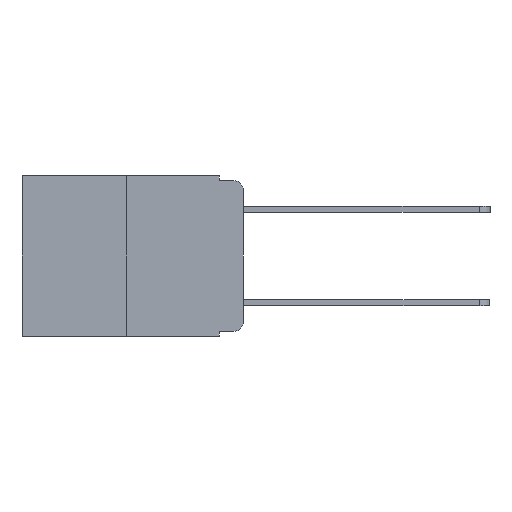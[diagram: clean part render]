
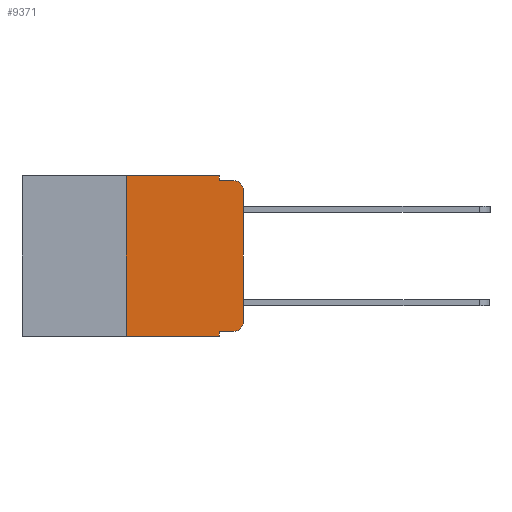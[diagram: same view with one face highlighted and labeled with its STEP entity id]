
A CAD part, left-side view. The second image highlights one B-rep face of the part: STEP entity #9371.
In plain terms, the highlighted planar face has unit normal (-1, 0, 0).
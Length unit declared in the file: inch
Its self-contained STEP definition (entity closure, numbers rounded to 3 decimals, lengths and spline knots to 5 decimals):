
#96 = VECTOR ( 'NONE', #2466, 39.37008 ) ;
#499 = CARTESIAN_POINT ( 'NONE',  ( 0., 0., -0.03 ) ) ;
#506 = CARTESIAN_POINT ( 'NONE',  ( 0., 0.051, -0.333 ) ) ;
#553 = VERTEX_POINT ( 'NONE', #4428 ) ;
#572 = DIRECTION ( 'NONE',  ( 1., 0., 0. ) ) ;
#578 = ORIENTED_EDGE ( 'NONE', *, *, #3960, .F. ) ;
#829 = ORIENTED_EDGE ( 'NONE', *, *, #5479, .F. ) ;
#918 = CARTESIAN_POINT ( 'NONE',  ( 0., 0.02, -0.01 ) ) ;
#969 = VERTEX_POINT ( 'NONE', #2791 ) ;
#1270 = EDGE_CURVE ( 'NONE', #1762, #7887, #1598, .T. ) ;
#1271 = DIRECTION ( 'NONE',  ( 0., 0., 1. ) ) ;
#1304 = DIRECTION ( 'NONE',  ( -1., 0., 0. ) ) ;
#1507 = VERTEX_POINT ( 'NONE', #8859 ) ;
#1598 = LINE ( 'NONE', #4111, #9364 ) ;
#1684 = VERTEX_POINT ( 'NONE', #918 ) ;
#1750 = VERTEX_POINT ( 'NONE', #5988 ) ;
#1762 = VERTEX_POINT ( 'NONE', #5344 ) ;
#1829 = EDGE_CURVE ( 'NONE', #1750, #553, #7134, .T. ) ;
#1903 = CARTESIAN_POINT ( 'NONE',  ( 0., 0.25, 0. ) ) ;
#2255 = VERTEX_POINT ( 'NONE', #4769 ) ;
#2466 = DIRECTION ( 'NONE',  ( 0., -1., 0. ) ) ;
#2493 = ORIENTED_EDGE ( 'NONE', *, *, #3692, .T. ) ;
#2546 = VECTOR ( 'NONE', #9366, 39.37008 ) ;
#2730 = ORIENTED_EDGE ( 'NONE', *, *, #7975, .F. ) ;
#2750 = DIRECTION ( 'NONE',  ( 0., -1., 0. ) ) ;
#2784 = CARTESIAN_POINT ( 'NONE',  ( 0., 0.051, -0.01 ) ) ;
#2791 = CARTESIAN_POINT ( 'NONE',  ( 0., 0.02, -0.333 ) ) ;
#2979 = PLANE ( 'NONE',  #7750 ) ;
#3035 = CIRCLE ( 'NONE', #5814, 0.02 ) ;
#3435 = CARTESIAN_POINT ( 'NONE',  ( 0., 0.051, -0.01 ) ) ;
#3686 = VECTOR ( 'NONE', #2750, 39.37008 ) ;
#3692 = EDGE_CURVE ( 'NONE', #2255, #4851, #4546, .T. ) ;
#3802 = DIRECTION ( 'NONE',  ( -1., 0., 0. ) ) ;
#3960 = EDGE_CURVE ( 'NONE', #9063, #1684, #5548, .T. ) ;
#4111 = CARTESIAN_POINT ( 'NONE',  ( 0., 0.051, 0. ) ) ;
#4173 = LINE ( 'NONE', #9627, #96 ) ;
#4222 = DIRECTION ( 'NONE',  ( 0., 0., -1. ) ) ;
#4279 = CARTESIAN_POINT ( 'NONE',  ( 0., 0., 0. ) ) ;
#4356 = ORIENTED_EDGE ( 'NONE', *, *, #7255, .T. ) ;
#4428 = CARTESIAN_POINT ( 'NONE',  ( 0., 0.25, 0. ) ) ;
#4546 = LINE ( 'NONE', #4279, #8254 ) ;
#4709 = CARTESIAN_POINT ( 'NONE',  ( 0., 0.02, -0.313 ) ) ;
#4769 = CARTESIAN_POINT ( 'NONE',  ( 0., 0., -0.313 ) ) ;
#4851 = VERTEX_POINT ( 'NONE', #499 ) ;
#4929 = LINE ( 'NONE', #8737, #2546 ) ;
#5091 = VECTOR ( 'NONE', #1271, 39.37008 ) ;
#5285 = LINE ( 'NONE', #7493, #9325 ) ;
#5344 = CARTESIAN_POINT ( 'NONE',  ( 0., 0.051, -0.333 ) ) ;
#5366 = DIRECTION ( 'NONE',  ( 0., 0., -1. ) ) ;
#5396 = CARTESIAN_POINT ( 'NONE',  ( 0., 0.473, 0. ) ) ;
#5427 = EDGE_CURVE ( 'NONE', #1750, #7887, #4929, .T. ) ;
#5479 = EDGE_CURVE ( 'NONE', #553, #1507, #4173, .T. ) ;
#5548 = LINE ( 'NONE', #2784, #3686 ) ;
#5647 = VECTOR ( 'NONE', #6117, 39.37008 ) ;
#5814 = AXIS2_PLACEMENT_3D ( 'NONE', #8263, #3802, #8954 ) ;
#5988 = CARTESIAN_POINT ( 'NONE',  ( 0., 0.25, -0.343 ) ) ;
#6026 = EDGE_LOOP ( 'NONE', ( #2493, #6706, #578, #2730, #829, #6097, #9789, #9287, #6222, #4356 ) ) ;
#6097 = ORIENTED_EDGE ( 'NONE', *, *, #1829, .F. ) ;
#6117 = DIRECTION ( 'NONE',  ( 0., -1., 0. ) ) ;
#6173 = DIRECTION ( 'NONE',  ( 0., 0., -1. ) ) ;
#6222 = ORIENTED_EDGE ( 'NONE', *, *, #8600, .T. ) ;
#6706 = ORIENTED_EDGE ( 'NONE', *, *, #9360, .T. ) ;
#6748 = FACE_OUTER_BOUND ( 'NONE', #6026, .T. ) ;
#7134 = LINE ( 'NONE', #1903, #5091 ) ;
#7255 = EDGE_CURVE ( 'NONE', #969, #2255, #8039, .T. ) ;
#7493 = CARTESIAN_POINT ( 'NONE',  ( 0., 0.051, 0. ) ) ;
#7687 = AXIS2_PLACEMENT_3D ( 'NONE', #4709, #1304, #5366 ) ;
#7728 = DIRECTION ( 'NONE',  ( 0., 0., -1. ) ) ;
#7750 = AXIS2_PLACEMENT_3D ( 'NONE', #5396, #572, #6173 ) ;
#7887 = VERTEX_POINT ( 'NONE', #8695 ) ;
#7975 = EDGE_CURVE ( 'NONE', #1507, #9063, #5285, .T. ) ;
#8039 = CIRCLE ( 'NONE', #7687, 0.02 ) ;
#8254 = VECTOR ( 'NONE', #8724, 39.37008 ) ;
#8263 = CARTESIAN_POINT ( 'NONE',  ( 0., 0.02, -0.03 ) ) ;
#8600 = EDGE_CURVE ( 'NONE', #1762, #969, #9210, .T. ) ;
#8695 = CARTESIAN_POINT ( 'NONE',  ( 0., 0.051, -0.343 ) ) ;
#8724 = DIRECTION ( 'NONE',  ( 0., 0., 1. ) ) ;
#8737 = CARTESIAN_POINT ( 'NONE',  ( 0., 0.473, -0.343 ) ) ;
#8859 = CARTESIAN_POINT ( 'NONE',  ( 0., 0.051, 0. ) ) ;
#8954 = DIRECTION ( 'NONE',  ( 0., 0., -1. ) ) ;
#9063 = VERTEX_POINT ( 'NONE', #3435 ) ;
#9210 = LINE ( 'NONE', #506, #5647 ) ;
#9287 = ORIENTED_EDGE ( 'NONE', *, *, #1270, .F. ) ;
#9325 = VECTOR ( 'NONE', #7728, 39.37008 ) ;
#9360 = EDGE_CURVE ( 'NONE', #4851, #1684, #3035, .T. ) ;
#9364 = VECTOR ( 'NONE', #4222, 39.37008 ) ;
#9366 = DIRECTION ( 'NONE',  ( 0., -1., 0. ) ) ;
#9371 = ADVANCED_FACE ( 'NONE', ( #6748 ), #2979, .F. ) ;
#9627 = CARTESIAN_POINT ( 'NONE',  ( 0., 0.473, 0. ) ) ;
#9789 = ORIENTED_EDGE ( 'NONE', *, *, #5427, .T. ) ;
